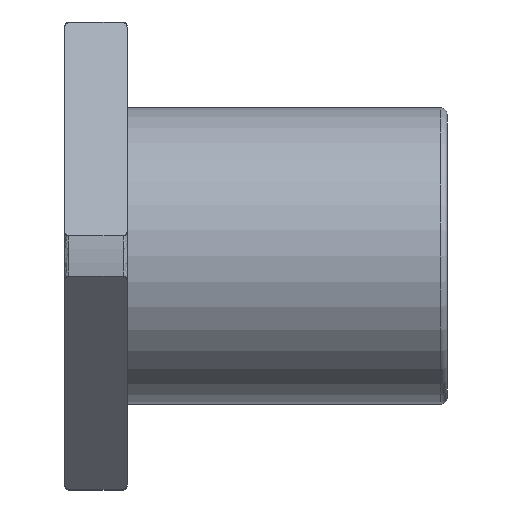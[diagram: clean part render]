
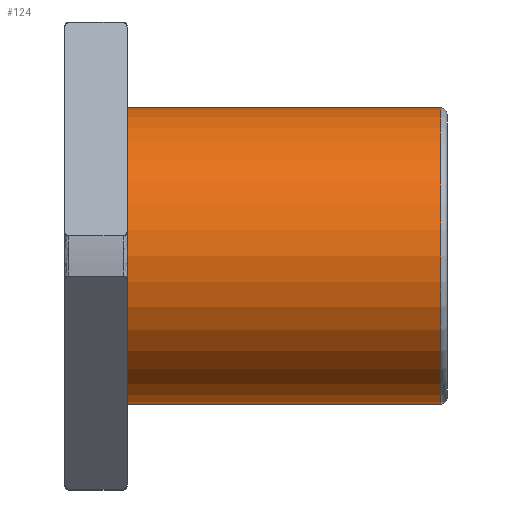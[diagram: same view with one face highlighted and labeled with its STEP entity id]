
A CAD part, front view. The second image highlights one B-rep face of the part: STEP entity #124.
In plain terms, the highlighted cylindrical face has radius 31 mm (diameter 62 mm), a full revolution.
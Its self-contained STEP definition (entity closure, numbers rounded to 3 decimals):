
#124 = ADVANCED_FACE( '', ( #269, #270 ), #271, .T. );
#269 = FACE_OUTER_BOUND( '', #412, .T. );
#270 = FACE_OUTER_BOUND( '', #413, .T. );
#271 = CYLINDRICAL_SURFACE( '', #414, 31. );
#412 = EDGE_LOOP( '', ( #691 ) );
#413 = EDGE_LOOP( '', ( #692 ) );
#414 = AXIS2_PLACEMENT_3D( '', #693, #694, #695 );
#691 = ORIENTED_EDGE( '', *, *, #801, .T. );
#692 = ORIENTED_EDGE( '', *, *, #721, .F. );
#693 = CARTESIAN_POINT( '', ( 80., 0., 0. ) );
#694 = DIRECTION( '', ( -1., 0., 0. ) );
#695 = DIRECTION( '', ( 0., 0., -1. ) );
#721 = EDGE_CURVE( '', #832, #832, #833, .T. );
#801 = EDGE_CURVE( '', #959, #959, #960, .T. );
#832 = VERTEX_POINT( '', #994 );
#833 = CIRCLE( '', #995, 31. );
#959 = VERTEX_POINT( '', #1265 );
#960 = CIRCLE( '', #1266, 31. );
#994 = CARTESIAN_POINT( '', ( 78.625, 0., -31. ) );
#995 = AXIS2_PLACEMENT_3D( '', #1301, #1302, #1303 );
#1265 = CARTESIAN_POINT( '', ( 13., 0., -31. ) );
#1266 = AXIS2_PLACEMENT_3D( '', #1404, #1405, #1406 );
#1301 = CARTESIAN_POINT( '', ( 78.625, 0., 0. ) );
#1302 = DIRECTION( '', ( 1., 0., 0. ) );
#1303 = DIRECTION( '', ( 0., 0., -1. ) );
#1404 = CARTESIAN_POINT( '', ( 13., 0., 0. ) );
#1405 = DIRECTION( '', ( 1., 0., 0. ) );
#1406 = DIRECTION( '', ( 0., 0., -1. ) );
